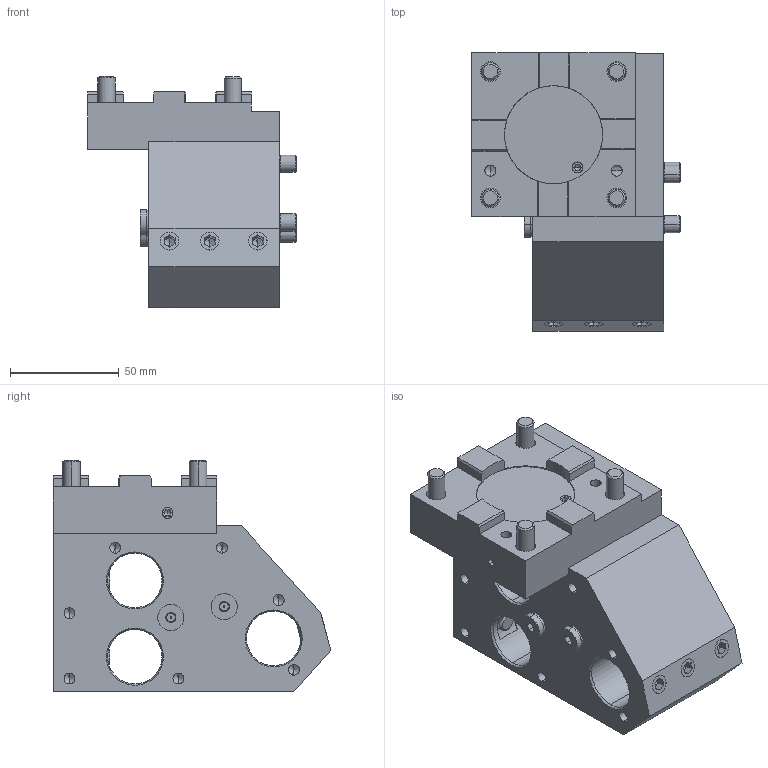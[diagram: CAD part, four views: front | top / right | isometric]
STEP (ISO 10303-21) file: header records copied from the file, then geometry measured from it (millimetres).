
FILE_DESCRIPTION (( 'STEP AP203' ), '1' );
FILE_NAME ('04-0979.STEP', '2023-06-22T16:33:37', ( '' ), ( '' ), 'SwSTEP 2.0', 'SolidWorks 2022', '' );
FILE_SCHEMA (( 'CONFIG_CONTROL_DESIGN' ));
Length unit declared in the file: inch
Products named in the file (1): 04-0979
Bounding box: 95.6 x 127.44 x 106.1 mm (x, y, z)
Surface area: 97100.7 mm2 (no closed solid volume)
Topology: 0 solids, 49 shells, 803 faces, 1968 edges, 1185 vertices
Faces by surface type: plane 381, cone 219, cylinder 183, bspline 20
Entity records: 25498 total; most frequent: CARTESIAN_POINT 6943, DIRECTION 3951, ORIENTED_EDGE 3660, EDGE_CURVE 1882, AXIS2_PLACEMENT_3D 1459, VERTEX_POINT 1185, LINE 1033, VECTOR 1033
